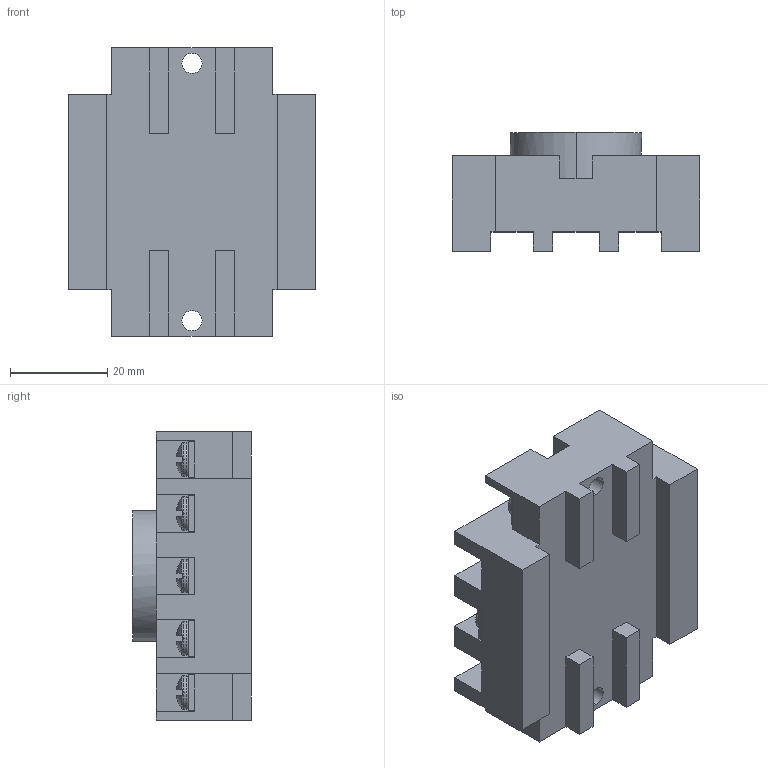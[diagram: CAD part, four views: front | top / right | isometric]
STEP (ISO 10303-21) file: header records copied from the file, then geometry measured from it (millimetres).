
FILE_DESCRIPTION (( 'STEP AP214' ), '1' );
FILE_NAME ('JA1-A001 Connection Socket X1 (STEP).STEP', '2024-08-07T19:23:08', ( '' ), ( '' ), 'SwSTEP 2.0', 'SolidWorks 2021', '' );
FILE_SCHEMA (( 'AUTOMOTIVE_DESIGN' ));
Length unit declared in the file: inch
Products named in the file (1): JA1-A001 Connection Socket X1 (STEP)
Bounding box: 50.8 x 24.38 x 59.18 mm (x, y, z)
Volume: 37931.6 mm3; surface area: 19762.9 mm2
Topology: 23 solids, 23 shells, 1382 faces, 3796 edges, 2511 vertices
Faces by surface type: cylinder 548, plane 542, bspline 105, cone 99, torus 44, sphere 44
Entity records: 75097 total; most frequent: CARTESIAN_POINT 24592, ORIENTED_EDGE 7592, DIRECTION 5904, EDGE_CURVE 3796, VERTEX_POINT 2511, AXIS2_PLACEMENT_3D 2085, VECTOR 1734, LINE 1734
